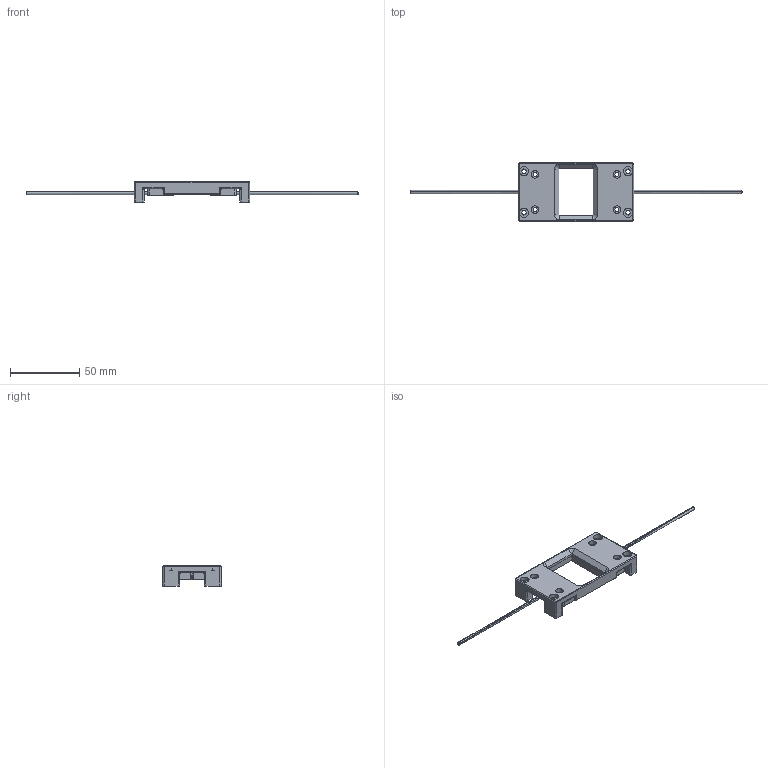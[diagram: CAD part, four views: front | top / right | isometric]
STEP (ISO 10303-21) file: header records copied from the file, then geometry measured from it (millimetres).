
FILE_DESCRIPTION((''),'2;1');
FILE_NAME('148469_SW','2011-07-07T',('banengservice'),('BANNER ENGINEERING'),'PRO/ENGINEER BY PARAMETRIC TECHNOLOGY CORPORATION, 2009141','PRO/ENGINEER BY PARAMETRIC TECHNOLOGY CORPORATION, 2009141','');
FILE_SCHEMA(('CONFIG_CONTROL_DESIGN'));
Length unit declared in the file: inch
Products named in the file (1): 148469_SW
Bounding box: 239.39 x 42 x 14.5 mm (x, y, z)
Volume: 19371.3 mm3; surface area: 17938.1 mm2
Topology: 15 solids, 17 shells, 1320 faces, 3498 edges, 2274 vertices
Faces by surface type: plane 830, cylinder 390, torus 38, cone 24, bspline 18, extrusion 14, sphere 6
Entity records: 42268 total; most frequent: CARTESIAN_POINT 9024, ORIENTED_EDGE 6996, DIRECTION 6788, EDGE_CURVE 3498, VECTOR 2528, LINE 2514, VERTEX_POINT 2274, AXIS2_PLACEMENT_3D 2130
